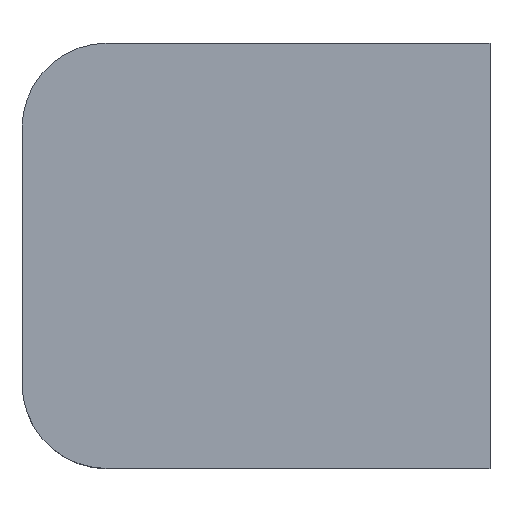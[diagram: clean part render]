
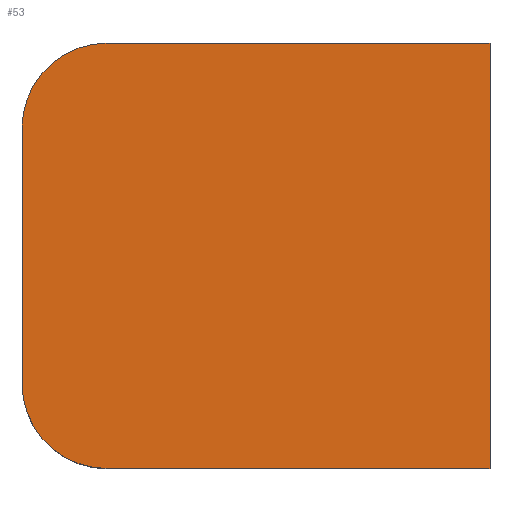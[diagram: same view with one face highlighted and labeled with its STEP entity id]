
A CAD part, top view. The second image highlights one B-rep face of the part: STEP entity #53.
In plain terms, the highlighted planar face has unit normal (0, 0, 1).
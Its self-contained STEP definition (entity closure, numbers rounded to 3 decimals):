
#40=CIRCLE('',#335,10.);
#41=CIRCLE('',#336,10.);
#53=ADVANCED_FACE('',(#83),#70,.F.);
#70=PLANE('',#337);
#83=FACE_OUTER_BOUND('',#100,.T.);
#100=EDGE_LOOP('',(#144,#145,#146,#147,#148,#149));
#144=ORIENTED_EDGE('',*,*,#245,.F.);
#145=ORIENTED_EDGE('',*,*,#247,.T.);
#146=ORIENTED_EDGE('',*,*,#223,.F.);
#147=ORIENTED_EDGE('',*,*,#233,.F.);
#148=ORIENTED_EDGE('',*,*,#220,.F.);
#149=ORIENTED_EDGE('',*,*,#248,.T.);
#194=VERTEX_POINT('',#441);
#195=VERTEX_POINT('',#443);
#197=VERTEX_POINT('',#449);
#198=VERTEX_POINT('',#450);
#212=VERTEX_POINT('',#490);
#213=VERTEX_POINT('',#492);
#220=EDGE_CURVE('',#194,#195,#261,.T.);
#223=EDGE_CURVE('',#197,#198,#264,.T.);
#233=EDGE_CURVE('',#195,#197,#274,.T.);
#245=EDGE_CURVE('',#212,#213,#284,.T.);
#247=EDGE_CURVE('',#212,#198,#40,.T.);
#248=EDGE_CURVE('',#194,#213,#41,.T.);
#261=LINE('',#442,#294);
#264=LINE('',#448,#297);
#274=LINE('',#468,#307);
#284=LINE('',#491,#317);
#294=VECTOR('',#355,1.);
#297=VECTOR('',#360,1.);
#307=VECTOR('',#372,1.);
#317=VECTOR('',#394,1.);
#335=AXIS2_PLACEMENT_3D('',#495,#398,#399);
#336=AXIS2_PLACEMENT_3D('',#496,#400,#401);
#337=AXIS2_PLACEMENT_3D('',#497,#402,#403);
#355=DIRECTION('',(1.,0.,0.));
#360=DIRECTION('',(-1.,0.,0.));
#372=DIRECTION('',(0.,-1.,0.));
#394=DIRECTION('',(0.,1.,0.));
#398=DIRECTION('',(0.,0.,1.));
#399=DIRECTION('',(-1.,0.,0.));
#400=DIRECTION('',(0.,0.,1.));
#401=DIRECTION('',(-1.,0.,0.));
#402=DIRECTION('',(0.,0.,-1.));
#403=DIRECTION('',(-1.,0.,0.));
#441=CARTESIAN_POINT('',(10.,25.,24.));
#442=CARTESIAN_POINT('',(0.,25.,24.));
#443=CARTESIAN_POINT('',(55.,25.,24.));
#448=CARTESIAN_POINT('',(55.,-25.,24.));
#449=CARTESIAN_POINT('',(55.,-25.,24.));
#450=CARTESIAN_POINT('',(10.,-25.,24.));
#468=CARTESIAN_POINT('',(55.,25.,24.));
#490=CARTESIAN_POINT('',(0.,-15.,24.));
#491=CARTESIAN_POINT('',(0.,-25.,24.));
#492=CARTESIAN_POINT('',(0.,15.,24.));
#495=CARTESIAN_POINT('',(10.,-15.,24.));
#496=CARTESIAN_POINT('',(10.,15.,24.));
#497=CARTESIAN_POINT('',(0.,0.,24.));
